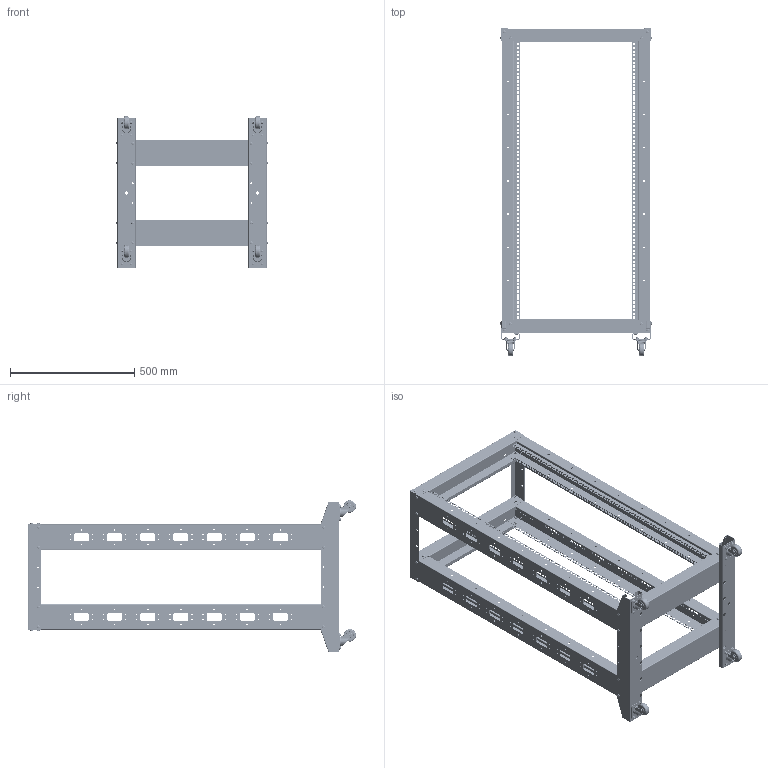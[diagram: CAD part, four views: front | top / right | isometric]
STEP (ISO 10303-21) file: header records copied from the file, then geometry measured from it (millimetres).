
FILE_DESCRIPTION (( 'STEP AP214' ), '1' );
FILE_NAME ('00406910_3D.STEP', '2022-02-28T17:40:05', ( '' ), ( '' ), 'SwSTEP 2.0', 'SolidWorks 2021', '' );
FILE_SCHEMA (( 'AUTOMOTIVE_DESIGN' ));
Length unit declared in the file: inch
Products named in the file (14): 00406910_3D; Copy of GB_T6177_1M6^Copy of LL_ASM_00406910; Copy of AA^Copy of ASM0001_ASM_00406910; Copy of 986^00406910; Copy of 42UKUANG_ASM^00406910; Copy of DI^Copy of DIZUO_ASM_00406910; Copy of ASM0001_ASM^00406910; Copy of ZZ^Copy of 42UKUANG_ASM_00406910; Copy of HLZJ^Copy of 42UKUANG_ASM_00406910; Copy of M6_16^Copy of LL_ASM_00406910; Copy of GB_T6177_1M6^Copy of ASM0001_ASM_00406910; Copy of DIZUO_ASM^00406910; Copy of LL_ASM^00406910; Copy of HHL^Copy of ASM0001_ASM_00406910
Assembly tree (82 placements, depth 3):
  00406910_3D
    Copy of DIZUO_ASM^00406910  x2
      Copy of DI^Copy of DIZUO_ASM_00406910
    Copy of 42UKUANG_ASM^00406910  x2
      Copy of ZZ^Copy of 42UKUANG_ASM_00406910
      Copy of HLZJ^Copy of 42UKUANG_ASM_00406910
    Copy of 986^00406910  x2
    Copy of ASM0001_ASM^00406910  x4
      Copy of HHL^Copy of ASM0001_ASM_00406910
      Copy of AA^Copy of ASM0001_ASM_00406910
      Copy of GB_T6177_1M6^Copy of ASM0001_ASM_00406910
    Copy of LL_ASM^00406910  x56
      Copy of M6_16^Copy of LL_ASM_00406910
      Copy of GB_T6177_1M6^Copy of LL_ASM_00406910
Bounding box: 608.38 x 1317.85 x 608.47 mm (x, y, z)
Volume: 3607369.5 mm3; surface area: 4128725.7 mm2
Topology: 160 solids, 160 shells, 12238 faces, 38070 edges, 26480 vertices
Faces by surface type: plane 5196, cylinder 4466, cone 1368, bspline 1200, torus 8
Entity records: 60203 total; most frequent: CARTESIAN_POINT 17762, ORIENTED_EDGE 8960, DIRECTION 8063, EDGE_CURVE 4480, VECTOR 3025, LINE 3025, VERTEX_POINT 3015, AXIS2_PLACEMENT_3D 2519
